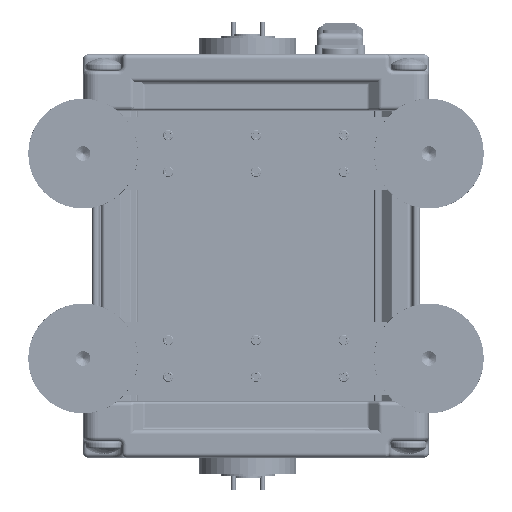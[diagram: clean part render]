
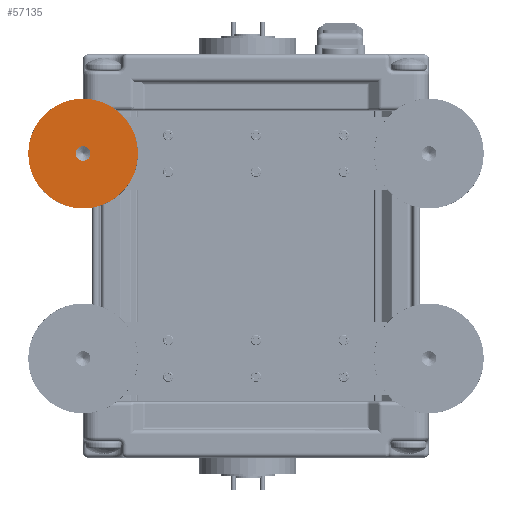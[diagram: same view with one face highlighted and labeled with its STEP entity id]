
A CAD part, front view. The second image highlights one B-rep face of the part: STEP entity #57135.
In plain terms, the highlighted planar face has unit normal (0, -1, 0).
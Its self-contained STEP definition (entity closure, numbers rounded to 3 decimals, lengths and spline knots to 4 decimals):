
#6210 = AXIS2_PLACEMENT_3D ( 'NONE', #147816, #234941, #109226 ) ;
#7620 = DIRECTION ( 'NONE',  ( 1., 0., 0. ) ) ;
#9920 = CARTESIAN_POINT ( 'NONE',  ( -2.363, -1.07, 1.4 ) ) ;
#15443 = CIRCLE ( 'NONE', #211429, 0.1005 ) ;
#18679 = VERTEX_POINT ( 'NONE', #122532 ) ;
#29377 = CIRCLE ( 'NONE', #111480, 0.75 ) ;
#30118 = ORIENTED_EDGE ( 'NONE', *, *, #177396, .F. ) ;
#30712 = EDGE_LOOP ( 'NONE', ( #30118, #190579 ) ) ;
#33544 = DIRECTION ( 'NONE',  ( 0., 1., 0. ) ) ;
#39975 = DIRECTION ( 'NONE',  ( 0., 1., 0. ) ) ;
#46280 = AXIS2_PLACEMENT_3D ( 'NONE', #100612, #33544, #120634 ) ;
#57135 = ADVANCED_FACE ( 'NONE', ( #224610, #230249 ), #161700, .T. ) ;
#58284 = VERTEX_POINT ( 'NONE', #246045 ) ;
#75494 = DIRECTION ( 'NONE',  ( 0., -1., 0. ) ) ;
#100612 = CARTESIAN_POINT ( 'NONE',  ( -2.363, -1.07, 1.4 ) ) ;
#101005 = VERTEX_POINT ( 'NONE', #261116 ) ;
#109226 = DIRECTION ( 'NONE',  ( 0., 0., -1. ) ) ;
#111480 = AXIS2_PLACEMENT_3D ( 'NONE', #252794, #39975, #235609 ) ;
#116076 = DIRECTION ( 'NONE',  ( 0., -1., 0. ) ) ;
#120634 = DIRECTION ( 'NONE',  ( -1., 0., 0. ) ) ;
#122532 = CARTESIAN_POINT ( 'NONE',  ( -2.363, -1.07, 1.5005 ) ) ;
#129232 = CIRCLE ( 'NONE', #6210, 0.1005 ) ;
#146402 = CARTESIAN_POINT ( 'NONE',  ( -2.363, -1.07, 1.2995 ) ) ;
#147816 = CARTESIAN_POINT ( 'NONE',  ( -2.363, -1.07, 1.4 ) ) ;
#152933 = EDGE_LOOP ( 'NONE', ( #233559, #265301 ) ) ;
#156414 = AXIS2_PLACEMENT_3D ( 'NONE', #181718, #116076, #7620 ) ;
#161700 = PLANE ( 'NONE',  #156414 ) ;
#162233 = EDGE_CURVE ( 'NONE', #101005, #58284, #210328, .T. ) ;
#174293 = EDGE_CURVE ( 'NONE', #18679, #214651, #129232, .T. ) ;
#177396 = EDGE_CURVE ( 'NONE', #58284, #101005, #29377, .T. ) ;
#181718 = CARTESIAN_POINT ( 'NONE',  ( -2.363, -1.07, 1.4 ) ) ;
#190579 = ORIENTED_EDGE ( 'NONE', *, *, #162233, .F. ) ;
#210328 = CIRCLE ( 'NONE', #46280, 0.75 ) ;
#211429 = AXIS2_PLACEMENT_3D ( 'NONE', #9920, #75494, #271081 ) ;
#214651 = VERTEX_POINT ( 'NONE', #146402 ) ;
#224610 = FACE_BOUND ( 'NONE', #152933, .T. ) ;
#230249 = FACE_OUTER_BOUND ( 'NONE', #30712, .T. ) ;
#233559 = ORIENTED_EDGE ( 'NONE', *, *, #245731, .F. ) ;
#234941 = DIRECTION ( 'NONE',  ( 0., -1., 0. ) ) ;
#235609 = DIRECTION ( 'NONE',  ( -1., 0., 0. ) ) ;
#245731 = EDGE_CURVE ( 'NONE', #214651, #18679, #15443, .T. ) ;
#246045 = CARTESIAN_POINT ( 'NONE',  ( -3.113, -1.07, 1.4 ) ) ;
#252794 = CARTESIAN_POINT ( 'NONE',  ( -2.363, -1.07, 1.4 ) ) ;
#261116 = CARTESIAN_POINT ( 'NONE',  ( -1.613, -1.07, 1.4 ) ) ;
#265301 = ORIENTED_EDGE ( 'NONE', *, *, #174293, .F. ) ;
#271081 = DIRECTION ( 'NONE',  ( 0., 0., -1. ) ) ;
